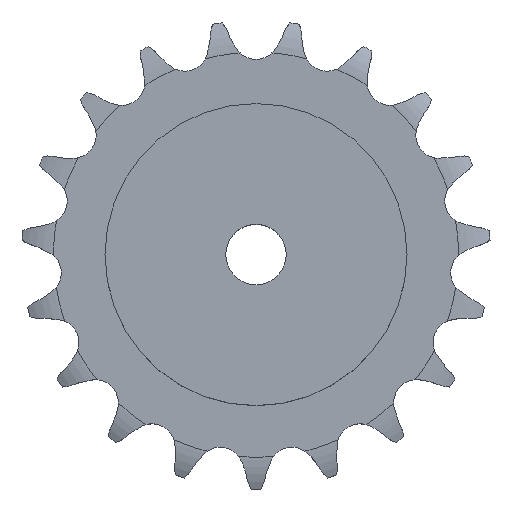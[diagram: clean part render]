
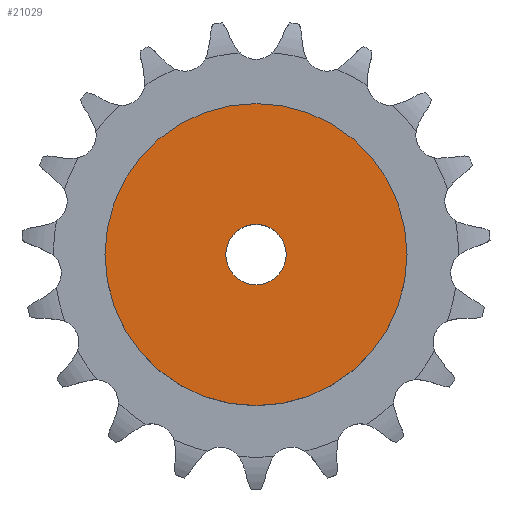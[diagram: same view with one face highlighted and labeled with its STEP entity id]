
A CAD part, top view. The second image highlights one B-rep face of the part: STEP entity #21029.
In plain terms, the highlighted planar face has unit normal (0, 0, 1).
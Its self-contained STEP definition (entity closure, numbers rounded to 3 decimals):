
#2835 = CYLINDRICAL_SURFACE('',#2836,40.);
#2836 = AXIS2_PLACEMENT_3D('',#2837,#2838,#2839);
#2837 = CARTESIAN_POINT('',(0.,0.,0.));
#2838 = DIRECTION('',(-0.,-0.,-1.));
#2839 = DIRECTION('',(1.,0.,0.));
#13432 = VERTEX_POINT('',#13433);
#13433 = CARTESIAN_POINT('',(40.,0.,35.));
#13454 = EDGE_CURVE('',#13432,#13432,#13455,.T.);
#13455 = SURFACE_CURVE('',#13456,(#13461,#13468),.PCURVE_S1.);
#13456 = CIRCLE('',#13457,40.);
#13457 = AXIS2_PLACEMENT_3D('',#13458,#13459,#13460);
#13458 = CARTESIAN_POINT('',(0.,0.,35.));
#13459 = DIRECTION('',(0.,0.,1.));
#13460 = DIRECTION('',(1.,0.,0.));
#13461 = PCURVE('',#2835,#13462);
#13462 = DEFINITIONAL_REPRESENTATION('',(#13463),#13467);
#13463 = LINE('',#13464,#13465);
#13464 = CARTESIAN_POINT('',(-0.,-35.));
#13465 = VECTOR('',#13466,1.);
#13466 = DIRECTION('',(-1.,0.));
#13467 = ( GEOMETRIC_REPRESENTATION_CONTEXT(2) 
PARAMETRIC_REPRESENTATION_CONTEXT() REPRESENTATION_CONTEXT('2D SPACE',''
  ) );
#13468 = PCURVE('',#13469,#13474);
#13469 = PLANE('',#13470);
#13470 = AXIS2_PLACEMENT_3D('',#13471,#13472,#13473);
#13471 = CARTESIAN_POINT('',(0.,0.,35.)
  );
#13472 = DIRECTION('',(0.,0.,1.));
#13473 = DIRECTION('',(1.,0.,0.));
#13474 = DEFINITIONAL_REPRESENTATION('',(#13475),#13479);
#13475 = CIRCLE('',#13476,40.);
#13476 = AXIS2_PLACEMENT_2D('',#13477,#13478);
#13477 = CARTESIAN_POINT('',(0.,0.));
#13478 = DIRECTION('',(1.,0.));
#13479 = ( GEOMETRIC_REPRESENTATION_CONTEXT(2) 
PARAMETRIC_REPRESENTATION_CONTEXT() REPRESENTATION_CONTEXT('2D SPACE',''
  ) );
#17976 = CYLINDRICAL_SURFACE('',#17977,8.);
#17977 = AXIS2_PLACEMENT_3D('',#17978,#17979,#17980);
#17978 = CARTESIAN_POINT('',(0.,0.,195.489));
#17979 = DIRECTION('',(0.,0.,1.));
#17980 = DIRECTION('',(1.,0.,0.));
#21029 = ADVANCED_FACE('',(#21030,#21033),#13469,.T.);
#21030 = FACE_BOUND('',#21031,.T.);
#21031 = EDGE_LOOP('',(#21032));
#21032 = ORIENTED_EDGE('',*,*,#13454,.T.);
#21033 = FACE_BOUND('',#21034,.T.);
#21034 = EDGE_LOOP('',(#21035));
#21035 = ORIENTED_EDGE('',*,*,#21036,.F.);
#21036 = EDGE_CURVE('',#21037,#21037,#21039,.T.);
#21037 = VERTEX_POINT('',#21038);
#21038 = CARTESIAN_POINT('',(8.,0.,35.));
#21039 = SURFACE_CURVE('',#21040,(#21045,#21052),.PCURVE_S1.);
#21040 = CIRCLE('',#21041,8.);
#21041 = AXIS2_PLACEMENT_3D('',#21042,#21043,#21044);
#21042 = CARTESIAN_POINT('',(0.,0.,35.));
#21043 = DIRECTION('',(0.,0.,1.));
#21044 = DIRECTION('',(1.,0.,0.));
#21045 = PCURVE('',#13469,#21046);
#21046 = DEFINITIONAL_REPRESENTATION('',(#21047),#21051);
#21047 = CIRCLE('',#21048,8.);
#21048 = AXIS2_PLACEMENT_2D('',#21049,#21050);
#21049 = CARTESIAN_POINT('',(0.,0.));
#21050 = DIRECTION('',(1.,0.));
#21051 = ( GEOMETRIC_REPRESENTATION_CONTEXT(2) 
PARAMETRIC_REPRESENTATION_CONTEXT() REPRESENTATION_CONTEXT('2D SPACE',''
  ) );
#21052 = PCURVE('',#17976,#21053);
#21053 = DEFINITIONAL_REPRESENTATION('',(#21054),#21058);
#21054 = LINE('',#21055,#21056);
#21055 = CARTESIAN_POINT('',(0.,-160.489));
#21056 = VECTOR('',#21057,1.);
#21057 = DIRECTION('',(1.,0.));
#21058 = ( GEOMETRIC_REPRESENTATION_CONTEXT(2) 
PARAMETRIC_REPRESENTATION_CONTEXT() REPRESENTATION_CONTEXT('2D SPACE',''
  ) );
